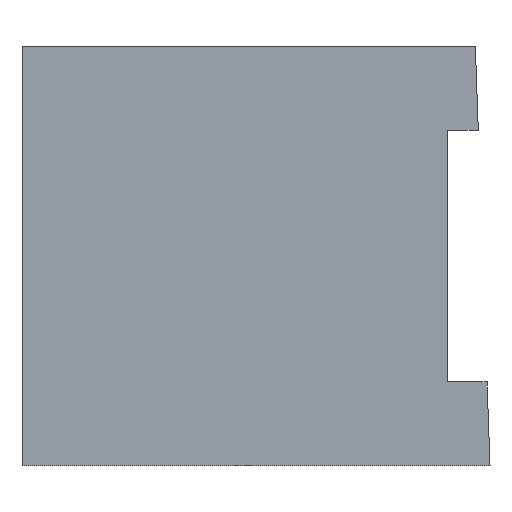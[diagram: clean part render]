
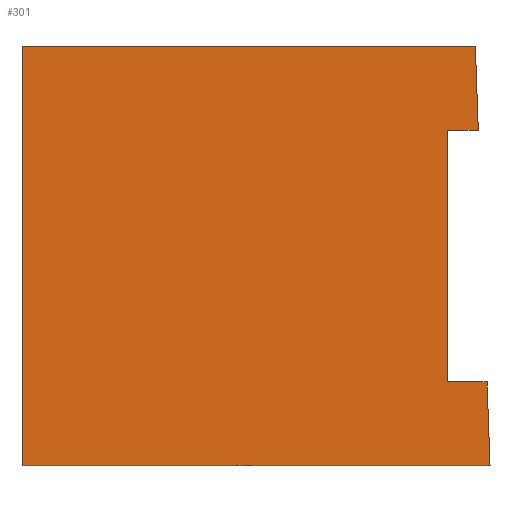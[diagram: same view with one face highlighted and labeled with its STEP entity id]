
A CAD part, left-side view. The second image highlights one B-rep face of the part: STEP entity #301.
In plain terms, the highlighted planar face has unit normal (-1, 0, 0).
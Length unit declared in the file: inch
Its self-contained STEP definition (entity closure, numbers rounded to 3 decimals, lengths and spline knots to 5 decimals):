
#3 = ORIENTED_EDGE ( 'NONE', *, *, #135, .F. ) ;
#9 = VECTOR ( 'NONE', #320, 39.37008 ) ;
#18 = VECTOR ( 'NONE', #507, 39.37008 ) ;
#28 = ORIENTED_EDGE ( 'NONE', *, *, #162, .F. ) ;
#31 = VECTOR ( 'NONE', #327, 39.37008 ) ;
#37 = EDGE_LOOP ( 'NONE', ( #47, #43, #3, #69, #56, #28, #48, #121 ) ) ;
#43 = ORIENTED_EDGE ( 'NONE', *, *, #148, .F. ) ;
#47 = ORIENTED_EDGE ( 'NONE', *, *, #184, .F. ) ;
#48 = ORIENTED_EDGE ( 'NONE', *, *, #170, .F. ) ;
#54 = LINE ( 'NONE', #506, #18 ) ;
#56 = ORIENTED_EDGE ( 'NONE', *, *, #142, .F. ) ;
#69 = ORIENTED_EDGE ( 'NONE', *, *, #191, .T. ) ;
#71 = LINE ( 'NONE', #517, #123 ) ;
#82 = VECTOR ( 'NONE', #335, 39.37008 ) ;
#86 = LINE ( 'NONE', #326, #82 ) ;
#93 = LINE ( 'NONE', #339, #9 ) ;
#116 = LINE ( 'NONE', #323, #31 ) ;
#121 = ORIENTED_EDGE ( 'NONE', *, *, #196, .F. ) ;
#123 = VECTOR ( 'NONE', #503, 39.37008 ) ;
#135 = EDGE_CURVE ( 'NONE', #304, #315, #93, .T. ) ;
#142 = EDGE_CURVE ( 'NONE', #336, #311, #116, .T. ) ;
#146 = AXIS2_PLACEMENT_3D ( 'NONE', #441, #434, #436 ) ;
#148 = EDGE_CURVE ( 'NONE', #315, #306, #86, .T. ) ;
#162 = EDGE_CURVE ( 'NONE', #328, #336, #71, .T. ) ;
#170 = EDGE_CURVE ( 'NONE', #317, #328, #54, .T. ) ;
#184 = EDGE_CURVE ( 'NONE', #306, #310, #272, .T. ) ;
#191 = EDGE_CURVE ( 'NONE', #304, #311, #210, .T. ) ;
#196 = EDGE_CURVE ( 'NONE', #310, #317, #243, .T. ) ;
#210 = LINE ( 'NONE', #388, #248 ) ;
#243 = LINE ( 'NONE', #405, #266 ) ;
#245 = FACE_OUTER_BOUND ( 'NONE', #37, .T. ) ;
#248 = VECTOR ( 'NONE', #387, 39.37008 ) ;
#266 = VECTOR ( 'NONE', #407, 39.37008 ) ;
#272 = LINE ( 'NONE', #502, #273 ) ;
#273 = VECTOR ( 'NONE', #501, 39.37008 ) ;
#301 = ADVANCED_FACE ( 'NONE', ( #245 ), #443, .T. ) ;
#304 = VERTEX_POINT ( 'NONE', #462 ) ;
#306 = VERTEX_POINT ( 'NONE', #474 ) ;
#310 = VERTEX_POINT ( 'NONE', #478 ) ;
#311 = VERTEX_POINT ( 'NONE', #467 ) ;
#315 = VERTEX_POINT ( 'NONE', #428 ) ;
#317 = VERTEX_POINT ( 'NONE', #472 ) ;
#320 = DIRECTION ( 'NONE',  ( 0., 0., 1. ) ) ;
#323 = CARTESIAN_POINT ( 'NONE',  ( -0.35433, 0., -0.3937 ) ) ;
#326 = CARTESIAN_POINT ( 'NONE',  ( -0.35433, 0., 0. ) ) ;
#327 = DIRECTION ( 'NONE',  ( 0., -0.035, -0.999 ) ) ;
#328 = VERTEX_POINT ( 'NONE', #425 ) ;
#335 = DIRECTION ( 'NONE',  ( 0., -1., 0. ) ) ;
#336 = VERTEX_POINT ( 'NONE', #416 ) ;
#339 = CARTESIAN_POINT ( 'NONE',  ( -0.35433, 0.439, -0.3937 ) ) ;
#387 = DIRECTION ( 'NONE',  ( 0., -1., 0. ) ) ;
#388 = CARTESIAN_POINT ( 'NONE',  ( -0.35433, 0., -0.3937 ) ) ;
#405 = CARTESIAN_POINT ( 'NONE',  ( -0.35433, 0., -0.079 ) ) ;
#407 = DIRECTION ( 'NONE',  ( 0., 1., 0. ) ) ;
#416 = CARTESIAN_POINT ( 'NONE',  ( -0.35433, 0.00275, -0.315 ) ) ;
#425 = CARTESIAN_POINT ( 'NONE',  ( -0.35433, 0.04, -0.315 ) ) ;
#428 = CARTESIAN_POINT ( 'NONE',  ( -0.35433, 0.439, 0. ) ) ;
#434 = DIRECTION ( 'NONE',  ( -1., 0., 0. ) ) ;
#436 = DIRECTION ( 'NONE',  ( 0., 0., 1. ) ) ;
#441 = CARTESIAN_POINT ( 'NONE',  ( -0.35433, 0., -0.3937 ) ) ;
#443 = PLANE ( 'NONE',  #146 ) ;
#462 = CARTESIAN_POINT ( 'NONE',  ( -0.35433, 0.439, -0.3937 ) ) ;
#467 = CARTESIAN_POINT ( 'NONE',  ( -0.35433, 0., -0.3937 ) ) ;
#472 = CARTESIAN_POINT ( 'NONE',  ( -0.35433, 0.04, -0.079 ) ) ;
#474 = CARTESIAN_POINT ( 'NONE',  ( -0.35433, 0.01375, 0. ) ) ;
#478 = CARTESIAN_POINT ( 'NONE',  ( -0.35433, 0.01099, -0.079 ) ) ;
#501 = DIRECTION ( 'NONE',  ( 0., -0.035, -0.999 ) ) ;
#502 = CARTESIAN_POINT ( 'NONE',  ( -0.35433, 0., -0.3937 ) ) ;
#503 = DIRECTION ( 'NONE',  ( 0., -1., 0. ) ) ;
#506 = CARTESIAN_POINT ( 'NONE',  ( -0.35433, 0.04, -0.3937 ) ) ;
#507 = DIRECTION ( 'NONE',  ( 0., 0., -1. ) ) ;
#517 = CARTESIAN_POINT ( 'NONE',  ( -0.35433, 0., -0.315 ) ) ;
